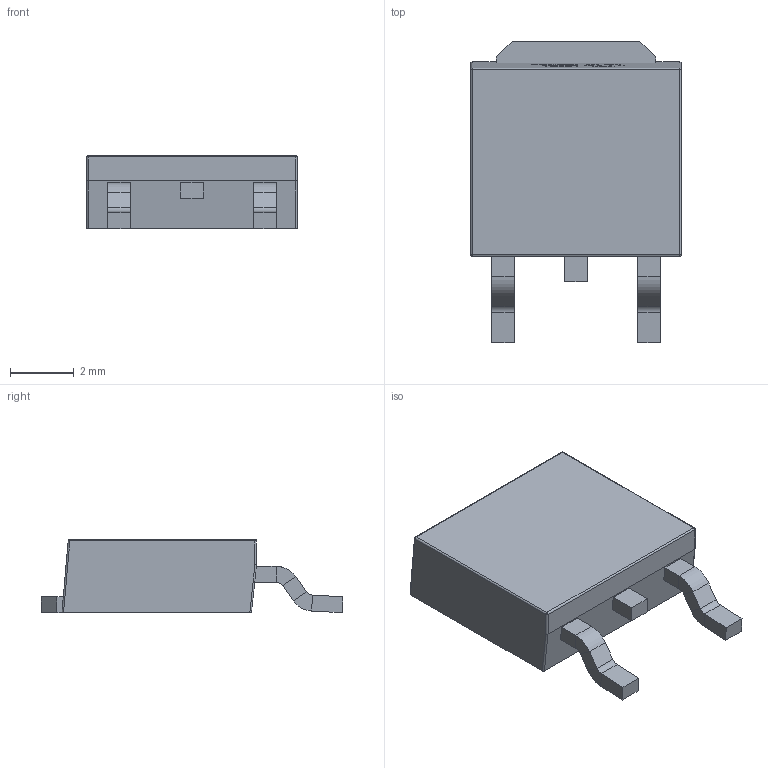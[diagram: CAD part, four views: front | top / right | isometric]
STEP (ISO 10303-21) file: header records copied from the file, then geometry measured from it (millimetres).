
FILE_DESCRIPTION (( 'STEP AP214' ), '1' );
FILE_NAME ('TO-252-3L-3P_L6.6-W6.1-H2.3-LS9.5-P4.6.step', '2022-08-01T12:56:45', ( '' ), ( '' ), 'SwSTEP 2.0', 'SolidWorks 2020', '' );
FILE_SCHEMA (( 'AUTOMOTIVE_DESIGN' ));
Length unit declared in the file: millimetre
Products named in the file (1): TO-252-3L-3P_L6.6-W6.1-H2.3-LS9.5-P4.6
Bounding box: 6.6 x 9.47 x 2.3 mm (x, y, z)
Volume: 94.3 mm3; surface area: 219.4 mm2
Topology: 2 solids, 2 shells, 324 faces, 850 edges, 550 vertices
Faces by surface type: plane 200, bspline 98, cylinder 22, sphere 4
Entity records: 13939 total; most frequent: CARTESIAN_POINT 3047, ORIENTED_EDGE 1696, DIRECTION 1132, EDGE_CURVE 848, LINE 606, VECTOR 606, VERTEX_POINT 550, EDGE_LOOP 346
